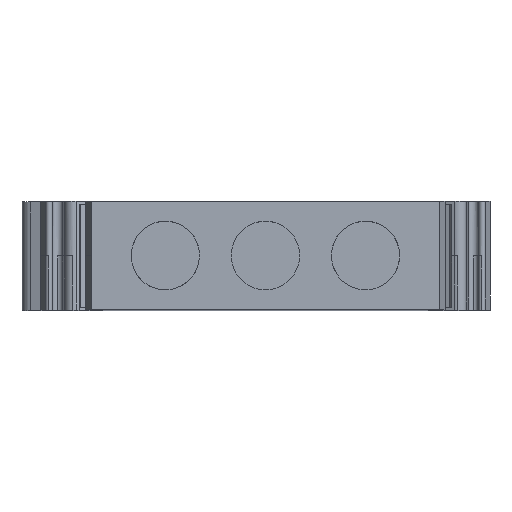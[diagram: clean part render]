
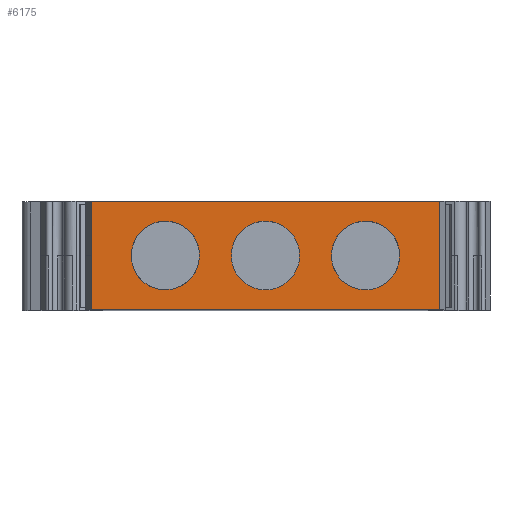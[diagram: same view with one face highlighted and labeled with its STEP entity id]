
A CAD part, top view. The second image highlights one B-rep face of the part: STEP entity #6175.
In plain terms, the highlighted planar face has unit normal (0, 0, 1).
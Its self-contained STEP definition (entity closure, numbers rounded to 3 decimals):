
#181=PLANE('',#6494);
#298=CIRCLE('',#6390,3.15);
#300=CIRCLE('',#6393,3.15);
#301=CIRCLE('',#6397,3.15);
#308=CIRCLE('',#6460,3.15);
#316=CIRCLE('',#6493,3.15);
#317=CIRCLE('',#6495,3.15);
#1102=ORIENTED_EDGE('',*,*,#1993,.F.);
#1103=ORIENTED_EDGE('',*,*,#2154,.T.);
#1104=ORIENTED_EDGE('',*,*,#1986,.T.);
#1105=ORIENTED_EDGE('',*,*,#1958,.T.);
#1106=ORIENTED_EDGE('',*,*,#1960,.T.);
#1107=ORIENTED_EDGE('',*,*,#1916,.T.);
#1108=ORIENTED_EDGE('',*,*,#2148,.T.);
#1109=ORIENTED_EDGE('',*,*,#2155,.T.);
#1110=ORIENTED_EDGE('',*,*,#2156,.F.);
#1111=ORIENTED_EDGE('',*,*,#1845,.T.);
#1112=ORIENTED_EDGE('',*,*,#1746,.T.);
#1113=ORIENTED_EDGE('',*,*,#2157,.T.);
#1114=ORIENTED_EDGE('',*,*,#2008,.T.);
#1115=ORIENTED_EDGE('',*,*,#1978,.T.);
#1116=ORIENTED_EDGE('',*,*,#1975,.T.);
#1117=ORIENTED_EDGE('',*,*,#2006,.F.);
#1118=ORIENTED_EDGE('',*,*,#2101,.F.);
#1119=ORIENTED_EDGE('',*,*,#2012,.T.);
#1120=ORIENTED_EDGE('',*,*,#1964,.F.);
#1121=ORIENTED_EDGE('',*,*,#1982,.F.);
#1746=EDGE_CURVE('',#2408,#2409,#2860,.T.);
#1845=EDGE_CURVE('',#2483,#2408,#2929,.T.);
#1916=EDGE_CURVE('',#2409,#2547,#2982,.T.);
#1958=EDGE_CURVE('',#2574,#2577,#3019,.T.);
#1960=EDGE_CURVE('',#2577,#2578,#298,.T.);
#1964=EDGE_CURVE('',#2582,#2583,#300,.F.);
#1975=EDGE_CURVE('',#2592,#2590,#301,.T.);
#1978=EDGE_CURVE('',#2594,#2592,#3033,.T.);
#1982=EDGE_CURVE('',#2596,#2582,#3037,.T.);
#1986=EDGE_CURVE('',#2600,#2574,#3041,.T.);
#1993=EDGE_CURVE('',#2604,#2578,#3046,.T.);
#2006=EDGE_CURVE('',#2613,#2590,#3057,.T.);
#2008=EDGE_CURVE('',#2615,#2594,#3059,.T.);
#2012=EDGE_CURVE('',#2617,#2583,#3063,.T.);
#2101=EDGE_CURVE('',#2617,#2596,#308,.F.);
#2148=EDGE_CURVE('',#2547,#2686,#3185,.T.);
#2154=EDGE_CURVE('',#2604,#2600,#316,.T.);
#2155=EDGE_CURVE('',#2686,#2689,#3190,.T.);
#2156=EDGE_CURVE('',#2483,#2689,#3191,.T.);
#2157=EDGE_CURVE('',#2613,#2615,#317,.T.);
#2408=VERTEX_POINT('',#7982);
#2409=VERTEX_POINT('',#7983);
#2483=VERTEX_POINT('',#8186);
#2547=VERTEX_POINT('',#8321);
#2574=VERTEX_POINT('',#8398);
#2577=VERTEX_POINT('',#8403);
#2578=VERTEX_POINT('',#8407);
#2582=VERTEX_POINT('',#8422);
#2583=VERTEX_POINT('',#8424);
#2590=VERTEX_POINT('',#8444);
#2592=VERTEX_POINT('',#8447);
#2594=VERTEX_POINT('',#8459);
#2596=VERTEX_POINT('',#8465);
#2600=VERTEX_POINT('',#8475);
#2604=VERTEX_POINT('',#8491);
#2613=VERTEX_POINT('',#8521);
#2615=VERTEX_POINT('',#8527);
#2617=VERTEX_POINT('',#8532);
#2686=VERTEX_POINT('',#8804);
#2689=VERTEX_POINT('',#8822);
#2860=LINE('',#7981,#3371);
#2929=LINE('',#8185,#3440);
#2982=LINE('',#8322,#3493);
#3019=LINE('',#8404,#3530);
#3033=LINE('',#8458,#3544);
#3037=LINE('',#8467,#3548);
#3041=LINE('',#8474,#3552);
#3046=LINE('',#8492,#3557);
#3057=LINE('',#8522,#3568);
#3059=LINE('',#8526,#3570);
#3063=LINE('',#8534,#3574);
#3185=LINE('',#8803,#3696);
#3190=LINE('',#8821,#3701);
#3191=LINE('',#8823,#3702);
#3371=VECTOR('',#6717,1000.);
#3440=VECTOR('',#6906,1000.);
#3493=VECTOR('',#6997,1000.);
#3530=VECTOR('',#7064,1000.);
#3544=VECTOR('',#7098,1000.);
#3548=VECTOR('',#7104,1000.);
#3552=VECTOR('',#7110,1000.);
#3557=VECTOR('',#7121,1000.);
#3568=VECTOR('',#7142,1000.);
#3570=VECTOR('',#7146,1000.);
#3574=VECTOR('',#7152,1000.);
#3696=VECTOR('',#7432,1000.);
#3701=VECTOR('',#7447,1000.);
#3702=VECTOR('',#7448,1000.);
#3974=EDGE_LOOP('',(#1102,#1103,#1104,#1105,#1106));
#3975=EDGE_LOOP('',(#1107,#1108,#1109,#1110,#1111,#1112));
#3976=EDGE_LOOP('',(#1113,#1114,#1115,#1116,#1117));
#3977=EDGE_LOOP('',(#1118,#1119,#1120,#1121));
#4220=FACE_BOUND('',#3974,.T.);
#4221=FACE_BOUND('',#3975,.T.);
#4222=FACE_BOUND('',#3976,.T.);
#4223=FACE_BOUND('',#3977,.T.);
#6175=ADVANCED_FACE('',(#4220,#4221,#4222,#4223),#181,.F.);
#6390=AXIS2_PLACEMENT_3D('',#8409,#7068,#7069);
#6393=AXIS2_PLACEMENT_3D('',#8423,#7075,#7076);
#6397=AXIS2_PLACEMENT_3D('',#8446,#7093,#7094);
#6460=AXIS2_PLACEMENT_3D('',#8712,#7333,#7334);
#6493=AXIS2_PLACEMENT_3D('',#8819,#7443,#7444);
#6494=AXIS2_PLACEMENT_3D('',#8820,#7445,#7446);
#6495=AXIS2_PLACEMENT_3D('',#8824,#7449,#7450);
#6717=DIRECTION('',(0.,-1.,0.));
#6906=DIRECTION('',(-1.,0.,0.));
#6997=DIRECTION('',(1.,0.,0.));
#7064=DIRECTION('',(-1.,0.,0.));
#7068=DIRECTION('',(0.,0.,-1.));
#7069=DIRECTION('',(-1.,0.,0.));
#7075=DIRECTION('',(0.,0.,-1.));
#7076=DIRECTION('',(1.,0.,0.));
#7093=DIRECTION('',(0.,0.,-1.));
#7094=DIRECTION('',(-1.,0.,0.));
#7098=DIRECTION('',(-1.,0.,0.));
#7104=DIRECTION('',(0.,-1.,0.));
#7110=DIRECTION('',(0.,-1.,0.));
#7121=DIRECTION('',(0.,-1.,0.));
#7142=DIRECTION('',(0.,-1.,0.));
#7146=DIRECTION('',(0.,-1.,0.));
#7152=DIRECTION('',(0.,-1.,0.));
#7333=DIRECTION('',(0.,0.,-1.));
#7334=DIRECTION('',(-1.,0.,0.));
#7432=DIRECTION('',(0.,1.,0.));
#7443=DIRECTION('',(0.,0.,-1.));
#7444=DIRECTION('',(1.,0.,0.));
#7445=DIRECTION('',(0.,0.,-1.));
#7446=DIRECTION('',(-1.,0.,0.));
#7447=DIRECTION('',(-1.,0.,0.));
#7448=DIRECTION('',(0.,1.,0.));
#7449=DIRECTION('',(0.,0.,-1.));
#7450=DIRECTION('',(1.,0.,0.));
#7981=CARTESIAN_POINT('',(-14.727,-0.05,25.498));
#7982=CARTESIAN_POINT('',(-14.727,-5.05,25.498));
#7983=CARTESIAN_POINT('',(-14.727,-10.05,25.498));
#8185=CARTESIAN_POINT('',(22.115,-5.05,25.498));
#8186=CARTESIAN_POINT('',(-14.717,-5.05,25.498));
#8321=CARTESIAN_POINT('',(17.467,-10.05,25.498));
#8322=CARTESIAN_POINT('',(17.457,-10.05,25.498));
#8398=CARTESIAN_POINT('',(-4.725,-5.05,25.498));
#8403=CARTESIAN_POINT('',(-4.735,-5.05,25.498));
#8404=CARTESIAN_POINT('',(22.115,-5.05,25.498));
#8407=CARTESIAN_POINT('',(-11.025,-5.301,25.498));
#8409=CARTESIAN_POINT('',(-7.885,-5.05,25.498));
#8422=CARTESIAN_POINT('',(-1.78,-5.05,25.498));
#8423=CARTESIAN_POINT('',(1.37,-5.05,25.498));
#8424=CARTESIAN_POINT('',(4.52,-5.05,25.498));
#8444=CARTESIAN_POINT('',(7.475,-5.301,25.498));
#8446=CARTESIAN_POINT('',(10.615,-5.05,25.498));
#8447=CARTESIAN_POINT('',(13.765,-5.05,25.498));
#8458=CARTESIAN_POINT('',(22.115,-5.05,25.498));
#8459=CARTESIAN_POINT('',(13.775,-5.05,25.498));
#8465=CARTESIAN_POINT('',(-1.78,-5.,25.498));
#8467=CARTESIAN_POINT('',(-1.78,0.,25.498));
#8474=CARTESIAN_POINT('',(-4.725,0.,25.498));
#8475=CARTESIAN_POINT('',(-4.725,-5.,25.498));
#8491=CARTESIAN_POINT('',(-11.025,-5.,25.498));
#8492=CARTESIAN_POINT('',(-11.025,0.,25.498));
#8521=CARTESIAN_POINT('',(7.475,-5.,25.498));
#8522=CARTESIAN_POINT('',(7.475,0.,25.498));
#8526=CARTESIAN_POINT('',(13.775,0.,25.498));
#8527=CARTESIAN_POINT('',(13.775,-5.,25.498));
#8532=CARTESIAN_POINT('',(4.52,-5.,25.498));
#8534=CARTESIAN_POINT('',(4.52,0.,25.498));
#8712=CARTESIAN_POINT('',(1.37,-5.,25.498));
#8803=CARTESIAN_POINT('',(17.467,-10.,25.498));
#8804=CARTESIAN_POINT('',(17.467,0.,25.498));
#8819=CARTESIAN_POINT('',(-7.875,-5.,25.498));
#8820=CARTESIAN_POINT('',(-14.717,-10.,25.498));
#8821=CARTESIAN_POINT('',(-14.717,0.,25.498));
#8822=CARTESIAN_POINT('',(-14.717,0.,25.498));
#8823=CARTESIAN_POINT('',(-14.717,-10.,25.498));
#8824=CARTESIAN_POINT('',(10.625,-5.,25.498));
